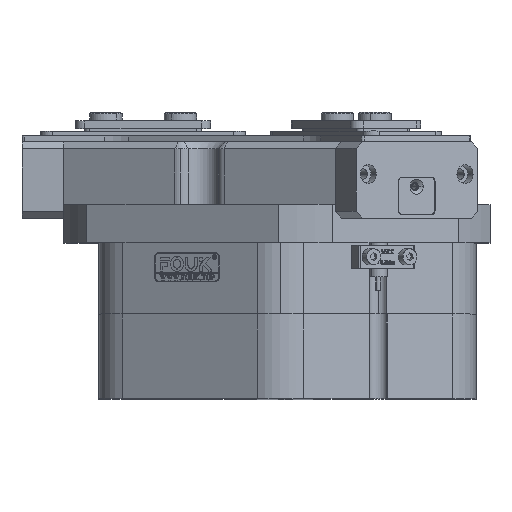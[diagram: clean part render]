
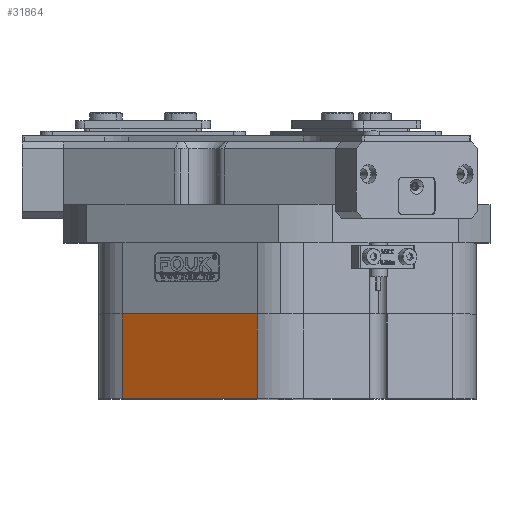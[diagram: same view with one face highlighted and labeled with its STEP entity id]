
A CAD part, top view. The second image highlights one B-rep face of the part: STEP entity #31864.
In plain terms, the highlighted face is planar.
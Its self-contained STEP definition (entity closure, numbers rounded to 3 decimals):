
#416 = CARTESIAN_POINT ( 'NONE',  ( 12., 36.5, -87.757 ) ) ;
#4190 = VERTEX_POINT ( 'NONE', #4772 ) ;
#4579 = LINE ( 'NONE', #60315, #54290 ) ;
#4772 = CARTESIAN_POINT ( 'NONE',  ( 12., 0., -87.757 ) ) ;
#6043 = ORIENTED_EDGE ( 'NONE', *, *, #12748, .T. ) ;
#6416 = ORIENTED_EDGE ( 'NONE', *, *, #37819, .F. ) ;
#6499 = DIRECTION ( 'NONE',  ( 0.5, 0., -0.866 ) ) ;
#6846 = VERTEX_POINT ( 'NONE', #27646 ) ;
#8928 = VECTOR ( 'NONE', #32563, 1000. ) ;
#9772 = DIRECTION ( 'NONE',  ( 0., -1., 0. ) ) ;
#10314 = VECTOR ( 'NONE', #54256, 1000. ) ;
#12033 = ORIENTED_EDGE ( 'NONE', *, *, #35192, .T. ) ;
#12748 = EDGE_CURVE ( 'NONE', #6846, #30489, #41467, .T. ) ;
#14139 = CARTESIAN_POINT ( 'NONE',  ( 70., 0., -54.271 ) ) ;
#14816 = LINE ( 'NONE', #39892, #10314 ) ;
#15736 = PLANE ( 'NONE',  #29707 ) ;
#22182 = CARTESIAN_POINT ( 'NONE',  ( 70., 0., -54.271 ) ) ;
#24591 = ORIENTED_EDGE ( 'NONE', *, *, #57273, .T. ) ;
#27646 = CARTESIAN_POINT ( 'NONE',  ( 70., 36.5, -54.271 ) ) ;
#29707 = AXIS2_PLACEMENT_3D ( 'NONE', #35324, #6499, #45240 ) ;
#30489 = VERTEX_POINT ( 'NONE', #22182 ) ;
#31864 = ADVANCED_FACE ( 'NONE', ( #46341 ), #15736, .T. ) ;
#32563 = DIRECTION ( 'NONE',  ( -0.866, 0., -0.5 ) ) ;
#35192 = EDGE_CURVE ( 'NONE', #4190, #35865, #4579, .T. ) ;
#35324 = CARTESIAN_POINT ( 'NONE',  ( 164., 0., 0. ) ) ;
#35865 = VERTEX_POINT ( 'NONE', #416 ) ;
#37819 = EDGE_CURVE ( 'NONE', #6846, #35865, #14816, .T. ) ;
#39892 = CARTESIAN_POINT ( 'NONE',  ( 164., 36.5, 0. ) ) ;
#41467 = LINE ( 'NONE', #14139, #42204 ) ;
#42204 = VECTOR ( 'NONE', #9772, 1000. ) ;
#42850 = CARTESIAN_POINT ( 'NONE',  ( 41., 0., -71.014 ) ) ;
#42991 = EDGE_LOOP ( 'NONE', ( #6416, #6043, #24591, #12033 ) ) ;
#43609 = LINE ( 'NONE', #42850, #8928 ) ;
#45240 = DIRECTION ( 'NONE',  ( -0.866, 0., -0.5 ) ) ;
#46341 = FACE_OUTER_BOUND ( 'NONE', #42991, .T. ) ;
#51102 = DIRECTION ( 'NONE',  ( 0., 1., 0. ) ) ;
#54256 = DIRECTION ( 'NONE',  ( -0.866, 0., -0.5 ) ) ;
#54290 = VECTOR ( 'NONE', #51102, 1000. ) ;
#57273 = EDGE_CURVE ( 'NONE', #30489, #4190, #43609, .T. ) ;
#60315 = CARTESIAN_POINT ( 'NONE',  ( 12., 0., -87.757 ) ) ;
